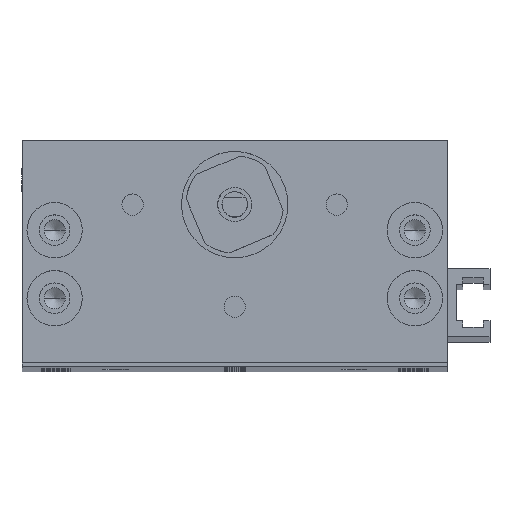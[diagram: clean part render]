
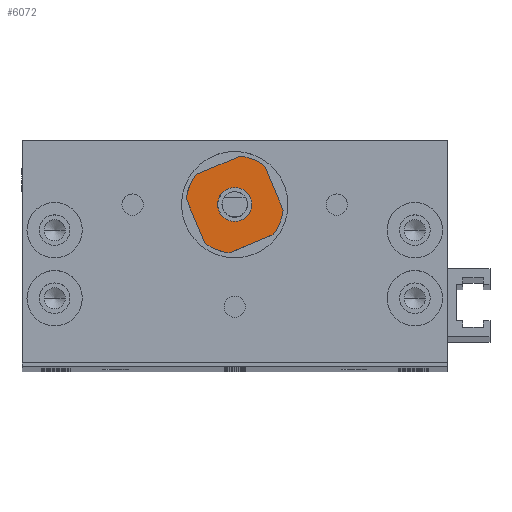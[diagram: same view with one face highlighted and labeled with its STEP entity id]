
A CAD part, top view. The second image highlights one B-rep face of the part: STEP entity #6072.
In plain terms, the highlighted planar face has unit normal (0, 0, 1).
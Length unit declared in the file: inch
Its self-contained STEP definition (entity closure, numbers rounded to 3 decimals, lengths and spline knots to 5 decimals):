
#201 = LINE ( 'NONE', #13997, #15385 ) ;
#576 = VECTOR ( 'NONE', #33260, 39.37008 ) ;
#1249 = AXIS2_PLACEMENT_3D ( 'NONE', #4637, #38392, #31817 ) ;
#1446 = CARTESIAN_POINT ( 'NONE',  ( 0., 0.74803, 7.83268 ) ) ;
#2352 = ORIENTED_EDGE ( 'NONE', *, *, #4766, .F. ) ;
#2373 = CIRCLE ( 'NONE', #24058, 0.22559 ) ;
#2579 = EDGE_CURVE ( 'NONE', #42051, #31430, #2373, .T. ) ;
#2913 = EDGE_LOOP ( 'NONE', ( #2352, #16256 ) ) ;
#3105 = CARTESIAN_POINT ( 'NONE',  ( 0.17719, 0.6084, 7.83268 ) ) ;
#4302 = CARTESIAN_POINT ( 'NONE',  ( 0.07874, 0.74803, 7.83268 ) ) ;
#4637 = CARTESIAN_POINT ( 'NONE',  ( 0., 0.74803, 7.83268 ) ) ;
#4766 = EDGE_CURVE ( 'NONE', #16421, #9086, #17051, .T. ) ;
#5175 = ORIENTED_EDGE ( 'NONE', *, *, #11498, .F. ) ;
#5735 = FACE_BOUND ( 'NONE', #2913, .T. ) ;
#6072 = ADVANCED_FACE ( 'NONE', ( #33566, #5735 ), #19539, .F. ) ;
#7035 = VERTEX_POINT ( 'NONE', #3105 ) ;
#7186 = EDGE_CURVE ( 'NONE', #27968, #7035, #13508, .T. ) ;
#7400 = DIRECTION ( 'NONE',  ( 1., 0., 0. ) ) ;
#7469 = CARTESIAN_POINT ( 'NONE',  ( 0.02638, 0.97207, 7.83268 ) ) ;
#8211 = ORIENTED_EDGE ( 'NONE', *, *, #8345, .F. ) ;
#8345 = EDGE_CURVE ( 'NONE', #31430, #23624, #14866, .T. ) ;
#8848 = CARTESIAN_POINT ( 'NONE',  ( 0., 0.74803, 7.83268 ) ) ;
#9086 = VERTEX_POINT ( 'NONE', #4302 ) ;
#9266 = EDGE_CURVE ( 'NONE', #15459, #42051, #40269, .T. ) ;
#10596 = AXIS2_PLACEMENT_3D ( 'NONE', #19312, #19089, #43548 ) ;
#11498 = EDGE_CURVE ( 'NONE', #12894, #27968, #201, .T. ) ;
#11906 = ORIENTED_EDGE ( 'NONE', *, *, #9266, .F. ) ;
#12643 = CARTESIAN_POINT ( 'NONE',  ( -0.22404, 0.77441, 7.83268 ) ) ;
#12747 = LINE ( 'NONE', #20205, #24318 ) ;
#12751 = ORIENTED_EDGE ( 'NONE', *, *, #17516, .F. ) ;
#12894 = VERTEX_POINT ( 'NONE', #18509 ) ;
#13508 = CIRCLE ( 'NONE', #15699, 0.22559 ) ;
#13997 = CARTESIAN_POINT ( 'NONE',  ( 0.25724, 0.6416, 7.83268 ) ) ;
#14145 = CARTESIAN_POINT ( 'NONE',  ( -0.17719, 0.88766, 7.83268 ) ) ;
#14407 = CARTESIAN_POINT ( 'NONE',  ( 0., 0.74803, 7.83268 ) ) ;
#14866 = LINE ( 'NONE', #39313, #17589 ) ;
#15187 = DIRECTION ( 'NONE',  ( -1., 0., 0. ) ) ;
#15260 = DIRECTION ( 'NONE',  ( 0., 0., -1. ) ) ;
#15385 = VECTOR ( 'NONE', #27786, 39.37008 ) ;
#15429 = ORIENTED_EDGE ( 'NONE', *, *, #2579, .F. ) ;
#15459 = VERTEX_POINT ( 'NONE', #29786 ) ;
#15699 = AXIS2_PLACEMENT_3D ( 'NONE', #1446, #15260, #29072 ) ;
#15745 = CARTESIAN_POINT ( 'NONE',  ( 0., 0.74803, 7.83268 ) ) ;
#16079 = EDGE_LOOP ( 'NONE', ( #40798, #8211, #15429, #11906, #22728, #12751, #21151, #5175 ) ) ;
#16256 = ORIENTED_EDGE ( 'NONE', *, *, #31348, .F. ) ;
#16421 = VERTEX_POINT ( 'NONE', #34336 ) ;
#17051 = CIRCLE ( 'NONE', #17769, 0.07874 ) ;
#17335 = AXIS2_PLACEMENT_3D ( 'NONE', #14407, #28209, #7400 ) ;
#17516 = EDGE_CURVE ( 'NONE', #7035, #24750, #12747, .T. ) ;
#17589 = VECTOR ( 'NONE', #28670, 39.37008 ) ;
#17650 = CARTESIAN_POINT ( 'NONE',  ( -0.02638, 0.52399, 7.83268 ) ) ;
#17769 = AXIS2_PLACEMENT_3D ( 'NONE', #8848, #26476, #15187 ) ;
#18188 = CIRCLE ( 'NONE', #26124, 0.22559 ) ;
#18509 = CARTESIAN_POINT ( 'NONE',  ( 0.13963, 0.92522, 7.83268 ) ) ;
#19089 = DIRECTION ( 'NONE',  ( 0., 0., -1. ) ) ;
#19312 = CARTESIAN_POINT ( 'NONE',  ( 0., 0.74803, 7.83268 ) ) ;
#19539 = PLANE ( 'NONE',  #10596 ) ;
#20205 = CARTESIAN_POINT ( 'NONE',  ( 0.25724, 0.6416, 7.83268 ) ) ;
#20800 = CARTESIAN_POINT ( 'NONE',  ( 0., 0.74803, 7.83268 ) ) ;
#21151 = ORIENTED_EDGE ( 'NONE', *, *, #7186, .F. ) ;
#22728 = ORIENTED_EDGE ( 'NONE', *, *, #34689, .F. ) ;
#22835 = CARTESIAN_POINT ( 'NONE',  ( -0.10643, 0.49079, 7.83268 ) ) ;
#23624 = VERTEX_POINT ( 'NONE', #7469 ) ;
#24058 = AXIS2_PLACEMENT_3D ( 'NONE', #20800, #34368, #42676 ) ;
#24318 = VECTOR ( 'NONE', #30845, 39.37008 ) ;
#24750 = VERTEX_POINT ( 'NONE', #17650 ) ;
#26124 = AXIS2_PLACEMENT_3D ( 'NONE', #15745, #43141, #35300 ) ;
#26476 = DIRECTION ( 'NONE',  ( 0., 0., 1. ) ) ;
#27786 = DIRECTION ( 'NONE',  ( 0.383, -0.924, 0. ) ) ;
#27968 = VERTEX_POINT ( 'NONE', #38931 ) ;
#28209 = DIRECTION ( 'NONE',  ( 0., 0., -1. ) ) ;
#28670 = DIRECTION ( 'NONE',  ( 0.924, 0.383, 0. ) ) ;
#29072 = DIRECTION ( 'NONE',  ( 1., 0., 0. ) ) ;
#29786 = CARTESIAN_POINT ( 'NONE',  ( -0.13963, 0.57085, 7.83268 ) ) ;
#30845 = DIRECTION ( 'NONE',  ( -0.924, -0.383, 0. ) ) ;
#31348 = EDGE_CURVE ( 'NONE', #9086, #16421, #40287, .T. ) ;
#31430 = VERTEX_POINT ( 'NONE', #14145 ) ;
#31817 = DIRECTION ( 'NONE',  ( -1., 0., 0. ) ) ;
#33260 = DIRECTION ( 'NONE',  ( -0.383, 0.924, 0. ) ) ;
#33566 = FACE_OUTER_BOUND ( 'NONE', #16079, .T. ) ;
#34336 = CARTESIAN_POINT ( 'NONE',  ( -0.07874, 0.74803, 7.83268 ) ) ;
#34368 = DIRECTION ( 'NONE',  ( 0., 0., -1. ) ) ;
#34689 = EDGE_CURVE ( 'NONE', #24750, #15459, #41931, .T. ) ;
#35300 = DIRECTION ( 'NONE',  ( 1., 0., 0. ) ) ;
#36067 = EDGE_CURVE ( 'NONE', #23624, #12894, #18188, .T. ) ;
#38392 = DIRECTION ( 'NONE',  ( 0., 0., 1. ) ) ;
#38931 = CARTESIAN_POINT ( 'NONE',  ( 0.22404, 0.72165, 7.83268 ) ) ;
#39313 = CARTESIAN_POINT ( 'NONE',  ( 0.10643, 1.00527, 7.83268 ) ) ;
#40269 = LINE ( 'NONE', #22835, #576 ) ;
#40287 = CIRCLE ( 'NONE', #1249, 0.07874 ) ;
#40798 = ORIENTED_EDGE ( 'NONE', *, *, #36067, .F. ) ;
#41931 = CIRCLE ( 'NONE', #17335, 0.22559 ) ;
#42051 = VERTEX_POINT ( 'NONE', #12643 ) ;
#42676 = DIRECTION ( 'NONE',  ( 1., 0., 0. ) ) ;
#43141 = DIRECTION ( 'NONE',  ( 0., 0., -1. ) ) ;
#43548 = DIRECTION ( 'NONE',  ( -1., 0., 0. ) ) ;
